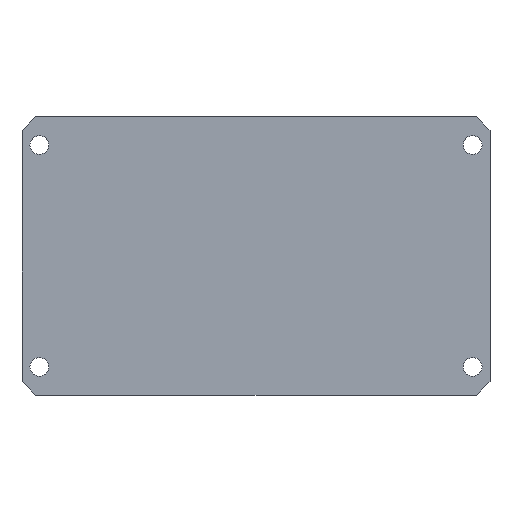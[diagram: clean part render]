
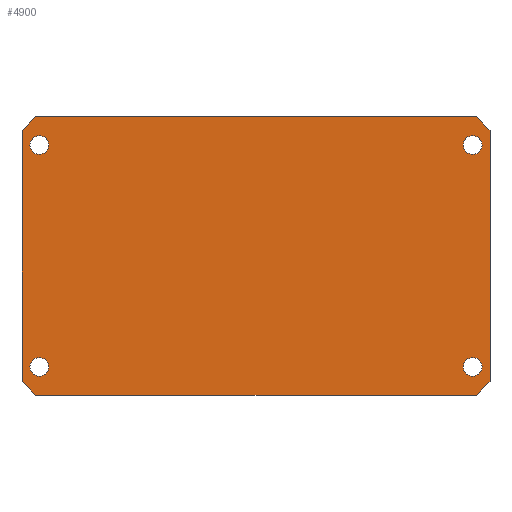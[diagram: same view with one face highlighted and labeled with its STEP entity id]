
A CAD part, top view. The second image highlights one B-rep face of the part: STEP entity #4900.
In plain terms, the highlighted planar face has unit normal (0, 0, 1).
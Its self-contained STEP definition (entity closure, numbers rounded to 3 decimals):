
#4900=ADVANCED_FACE('',(#11056,#11058,#11060,#11062,#11064),#11066,.T.);
#11056=FACE_BOUND('',#11057,.T.);
#11057=EDGE_LOOP('',(#15810,#15811,#15812,#15813,#15814,#15815,#15816,#15817));
#11058=FACE_BOUND('',#11059,.T.);
#11059=EDGE_LOOP('',(#15818));
#11060=FACE_BOUND('',#11061,.T.);
#11061=EDGE_LOOP('',(#15819));
#11062=FACE_BOUND('',#11063,.T.);
#11063=EDGE_LOOP('',(#15820));
#11064=FACE_BOUND('',#11065,.T.);
#11065=EDGE_LOOP('',(#15821));
#11066=PLANE('',#11067);
#11067=AXIS2_PLACEMENT_3D('',#11068,#11069,#11070);
#11068=CARTESIAN_POINT('',(0.,0.,10.));
#11069=DIRECTION('',(0.,0.,1.));
#11070=DIRECTION('',(-1.,0.,0.));
#15810=ORIENTED_EDGE('',*,*,#19349,.T.);
#15811=ORIENTED_EDGE('',*,*,#19350,.T.);
#15812=ORIENTED_EDGE('',*,*,#19351,.T.);
#15813=ORIENTED_EDGE('',*,*,#19352,.T.);
#15814=ORIENTED_EDGE('',*,*,#19353,.T.);
#15815=ORIENTED_EDGE('',*,*,#17598,.T.);
#15816=ORIENTED_EDGE('',*,*,#19348,.T.);
#15817=ORIENTED_EDGE('',*,*,#19354,.T.);
#15818=ORIENTED_EDGE('',*,*,#19355,.T.);
#15819=ORIENTED_EDGE('',*,*,#19356,.T.);
#15820=ORIENTED_EDGE('',*,*,#19357,.T.);
#15821=ORIENTED_EDGE('',*,*,#19358,.T.);
#17598=EDGE_CURVE('',#19984,#19982,#19985,.T.);
#19348=EDGE_CURVE('',#19982,#22950,#22952,.T.);
#19349=EDGE_CURVE('',#22953,#22954,#22955,.T.);
#19350=EDGE_CURVE('',#22954,#22956,#22957,.T.);
#19351=EDGE_CURVE('',#22956,#22958,#22959,.T.);
#19352=EDGE_CURVE('',#22958,#22960,#22961,.T.);
#19353=EDGE_CURVE('',#22960,#19984,#22962,.T.);
#19354=EDGE_CURVE('',#22950,#22953,#22963,.T.);
#19355=EDGE_CURVE('',#22964,#22964,#22965,.F.);
#19356=EDGE_CURVE('',#22966,#22966,#22967,.F.);
#19357=EDGE_CURVE('',#22968,#22968,#22969,.F.);
#19358=EDGE_CURVE('',#22970,#22970,#22971,.F.);
#19982=VERTEX_POINT('',#24037);
#19984=VERTEX_POINT('',#24041);
#19985=LINE('',#24042,#24043);
#22950=VERTEX_POINT('',#31158);
#22952=LINE('',#31162,#31163);
#22953=VERTEX_POINT('',#31165);
#22954=VERTEX_POINT('',#31166);
#22955=LINE('',#31167,#31168);
#22956=VERTEX_POINT('',#31170);
#22957=LINE('',#31171,#31172);
#22958=VERTEX_POINT('',#31174);
#22959=LINE('',#31175,#31176);
#22960=VERTEX_POINT('',#31178);
#22961=LINE('',#31179,#31180);
#22962=LINE('',#31182,#31183);
#22963=LINE('',#31185,#31186);
#22964=VERTEX_POINT('',#31188);
#22965=CIRCLE('',#31189,1.35);
#22966=VERTEX_POINT('',#31193);
#22967=CIRCLE('',#31194,1.35);
#22968=VERTEX_POINT('',#31198);
#22969=CIRCLE('',#31199,1.35);
#22970=VERTEX_POINT('',#31203);
#22971=CIRCLE('',#31204,1.35);
#24037=CARTESIAN_POINT('',(-31.75,20.1,10.));
#24041=CARTESIAN_POINT('',(31.75,20.1,10.));
#24042=CARTESIAN_POINT('',(31.75,20.1,10.));
#24043=VECTOR('',#24044,1.);
#24044=DIRECTION('',(-1.,0.,0.));
#31158=CARTESIAN_POINT('',(-33.75,18.1,10.));
#31162=CARTESIAN_POINT('',(-31.75,20.1,10.));
#31163=VECTOR('',#31164,1.);
#31164=DIRECTION('',(-0.707,-0.707,0.));
#31165=CARTESIAN_POINT('',(-33.75,-18.1,10.));
#31166=CARTESIAN_POINT('',(-31.75,-20.1,10.));
#31167=CARTESIAN_POINT('',(-33.75,-18.1,10.));
#31168=VECTOR('',#31169,1.);
#31169=DIRECTION('',(0.707,-0.707,0.));
#31170=CARTESIAN_POINT('',(31.75,-20.1,10.));
#31171=CARTESIAN_POINT('',(-31.75,-20.1,10.));
#31172=VECTOR('',#31173,1.);
#31173=DIRECTION('',(1.,0.,0.));
#31174=CARTESIAN_POINT('',(33.75,-18.1,10.));
#31175=CARTESIAN_POINT('',(31.75,-20.1,10.));
#31176=VECTOR('',#31177,1.);
#31177=DIRECTION('',(0.707,0.707,0.));
#31178=CARTESIAN_POINT('',(33.75,18.1,10.));
#31179=CARTESIAN_POINT('',(33.75,-18.1,10.));
#31180=VECTOR('',#31181,1.);
#31181=DIRECTION('',(0.,1.,0.));
#31182=CARTESIAN_POINT('',(33.75,18.1,10.));
#31183=VECTOR('',#31184,1.);
#31184=DIRECTION('',(-0.707,0.707,0.));
#31185=CARTESIAN_POINT('',(-33.75,18.1,10.));
#31186=VECTOR('',#31187,1.);
#31187=DIRECTION('',(0.,-1.,0.));
#31188=CARTESIAN_POINT('',(29.9,-16.,10.));
#31189=AXIS2_PLACEMENT_3D('',#31190,#31191,#31192);
#31190=CARTESIAN_POINT('',(31.25,-16.,10.));
#31191=DIRECTION('',(0.,0.,1.));
#31192=DIRECTION('',(-1.,0.,0.));
#31193=CARTESIAN_POINT('',(29.9,16.,10.));
#31194=AXIS2_PLACEMENT_3D('',#31195,#31196,#31197);
#31195=CARTESIAN_POINT('',(31.25,16.,10.));
#31196=DIRECTION('',(0.,0.,1.));
#31197=DIRECTION('',(-1.,0.,0.));
#31198=CARTESIAN_POINT('',(-32.6,16.,10.));
#31199=AXIS2_PLACEMENT_3D('',#31200,#31201,#31202);
#31200=CARTESIAN_POINT('',(-31.25,16.,10.));
#31201=DIRECTION('',(0.,0.,1.));
#31202=DIRECTION('',(-1.,0.,0.));
#31203=CARTESIAN_POINT('',(-32.6,-16.,10.));
#31204=AXIS2_PLACEMENT_3D('',#31205,#31206,#31207);
#31205=CARTESIAN_POINT('',(-31.25,-16.,10.));
#31206=DIRECTION('',(0.,0.,1.));
#31207=DIRECTION('',(-1.,0.,0.));
